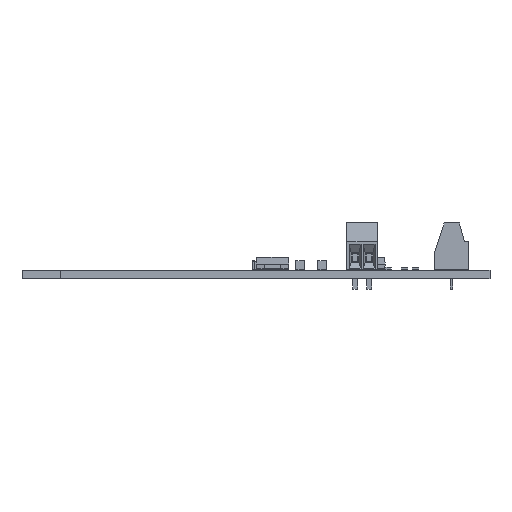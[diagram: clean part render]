
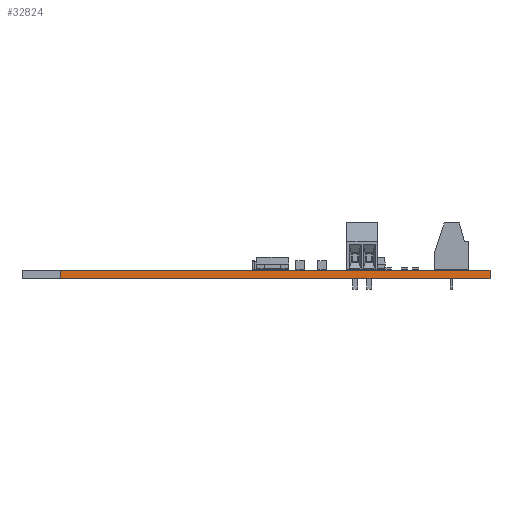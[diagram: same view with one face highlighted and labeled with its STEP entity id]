
A CAD part, front view. The second image highlights one B-rep face of the part: STEP entity #32824.
In plain terms, the highlighted planar face has unit normal (0, -1, 0).
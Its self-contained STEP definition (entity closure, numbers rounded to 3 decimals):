
#30080 = PLANE('',#30081);
#30081 = AXIS2_PLACEMENT_3D('',#30082,#30083,#30084);
#30082 = CARTESIAN_POINT('',(0.,0.,1.6));
#30083 = DIRECTION('',(0.,0.,-1.));
#30084 = DIRECTION('',(-1.,0.,0.));
#30134 = PLANE('',#30135);
#30135 = AXIS2_PLACEMENT_3D('',#30136,#30137,#30138);
#30136 = CARTESIAN_POINT('',(0.,0.,0.));
#30137 = DIRECTION('',(0.,0.,-1.));
#30138 = DIRECTION('',(-1.,0.,0.));
#30265 = PLANE('',#30266);
#30266 = AXIS2_PLACEMENT_3D('',#30267,#30268,#30269);
#30267 = CARTESIAN_POINT('',(42.5,-43.5,0.));
#30268 = DIRECTION('',(1.,0.,0.));
#30269 = DIRECTION('',(0.,-1.,0.));
#30304 = VERTEX_POINT('',#30305);
#30305 = CARTESIAN_POINT('',(42.5,-47.5,0.));
#30326 = EDGE_CURVE('',#30304,#30327,#30329,.T.);
#30327 = VERTEX_POINT('',#30328);
#30328 = CARTESIAN_POINT('',(-35.5,-47.5,0.));
#30329 = SURFACE_CURVE('',#30330,(#30334,#30341),.PCURVE_S1.);
#30330 = LINE('',#30331,#30332);
#30331 = CARTESIAN_POINT('',(42.5,-47.5,0.));
#30332 = VECTOR('',#30333,1.);
#30333 = DIRECTION('',(-1.,0.,0.));
#30334 = PCURVE('',#30134,#30335);
#30335 = DEFINITIONAL_REPRESENTATION('',(#30336),#30340);
#30336 = LINE('',#30337,#30338);
#30337 = CARTESIAN_POINT('',(-42.5,-47.5));
#30338 = VECTOR('',#30339,1.);
#30339 = DIRECTION('',(1.,0.));
#30340 = ( GEOMETRIC_REPRESENTATION_CONTEXT(2) 
PARAMETRIC_REPRESENTATION_CONTEXT() REPRESENTATION_CONTEXT('2D SPACE',''
  ) );
#30341 = PCURVE('',#30342,#30347);
#30342 = PLANE('',#30343);
#30343 = AXIS2_PLACEMENT_3D('',#30344,#30345,#30346);
#30344 = CARTESIAN_POINT('',(42.5,-47.5,0.));
#30345 = DIRECTION('',(0.,-1.,0.));
#30346 = DIRECTION('',(-1.,0.,0.));
#30347 = DEFINITIONAL_REPRESENTATION('',(#30348),#30352);
#30348 = LINE('',#30349,#30350);
#30349 = CARTESIAN_POINT('',(0.,0.));
#30350 = VECTOR('',#30351,1.);
#30351 = DIRECTION('',(1.,0.));
#30352 = ( GEOMETRIC_REPRESENTATION_CONTEXT(2) 
PARAMETRIC_REPRESENTATION_CONTEXT() REPRESENTATION_CONTEXT('2D SPACE',''
  ) );
#30370 = PLANE('',#30371);
#30371 = AXIS2_PLACEMENT_3D('',#30372,#30373,#30374);
#30372 = CARTESIAN_POINT('',(-35.5,-47.5,0.));
#30373 = DIRECTION('',(0.,-1.,0.));
#30374 = DIRECTION('',(-1.,0.,0.));
#31622 = VERTEX_POINT('',#31623);
#31623 = CARTESIAN_POINT('',(42.5,-47.5,1.6));
#31644 = EDGE_CURVE('',#31622,#31645,#31647,.T.);
#31645 = VERTEX_POINT('',#31646);
#31646 = CARTESIAN_POINT('',(-35.5,-47.5,1.6));
#31647 = SURFACE_CURVE('',#31648,(#31652,#31659),.PCURVE_S1.);
#31648 = LINE('',#31649,#31650);
#31649 = CARTESIAN_POINT('',(42.5,-47.5,1.6));
#31650 = VECTOR('',#31651,1.);
#31651 = DIRECTION('',(-1.,0.,0.));
#31652 = PCURVE('',#30080,#31653);
#31653 = DEFINITIONAL_REPRESENTATION('',(#31654),#31658);
#31654 = LINE('',#31655,#31656);
#31655 = CARTESIAN_POINT('',(-42.5,-47.5));
#31656 = VECTOR('',#31657,1.);
#31657 = DIRECTION('',(1.,0.));
#31658 = ( GEOMETRIC_REPRESENTATION_CONTEXT(2) 
PARAMETRIC_REPRESENTATION_CONTEXT() REPRESENTATION_CONTEXT('2D SPACE',''
  ) );
#31659 = PCURVE('',#30342,#31660);
#31660 = DEFINITIONAL_REPRESENTATION('',(#31661),#31665);
#31661 = LINE('',#31662,#31663);
#31662 = CARTESIAN_POINT('',(0.,-1.6));
#31663 = VECTOR('',#31664,1.);
#31664 = DIRECTION('',(1.,0.));
#31665 = ( GEOMETRIC_REPRESENTATION_CONTEXT(2) 
PARAMETRIC_REPRESENTATION_CONTEXT() REPRESENTATION_CONTEXT('2D SPACE',''
  ) );
#32776 = EDGE_CURVE('',#30304,#31622,#32777,.T.);
#32777 = SURFACE_CURVE('',#32778,(#32782,#32789),.PCURVE_S1.);
#32778 = LINE('',#32779,#32780);
#32779 = CARTESIAN_POINT('',(42.5,-47.5,0.));
#32780 = VECTOR('',#32781,1.);
#32781 = DIRECTION('',(0.,0.,1.));
#32782 = PCURVE('',#30265,#32783);
#32783 = DEFINITIONAL_REPRESENTATION('',(#32784),#32788);
#32784 = LINE('',#32785,#32786);
#32785 = CARTESIAN_POINT('',(4.,0.));
#32786 = VECTOR('',#32787,1.);
#32787 = DIRECTION('',(0.,-1.));
#32788 = ( GEOMETRIC_REPRESENTATION_CONTEXT(2) 
PARAMETRIC_REPRESENTATION_CONTEXT() REPRESENTATION_CONTEXT('2D SPACE',''
  ) );
#32789 = PCURVE('',#30342,#32790);
#32790 = DEFINITIONAL_REPRESENTATION('',(#32791),#32795);
#32791 = LINE('',#32792,#32793);
#32792 = CARTESIAN_POINT('',(0.,0.));
#32793 = VECTOR('',#32794,1.);
#32794 = DIRECTION('',(0.,-1.));
#32795 = ( GEOMETRIC_REPRESENTATION_CONTEXT(2) 
PARAMETRIC_REPRESENTATION_CONTEXT() REPRESENTATION_CONTEXT('2D SPACE',''
  ) );
#32801 = EDGE_CURVE('',#30327,#31645,#32802,.T.);
#32802 = SURFACE_CURVE('',#32803,(#32807,#32814),.PCURVE_S1.);
#32803 = LINE('',#32804,#32805);
#32804 = CARTESIAN_POINT('',(-35.5,-47.5,0.));
#32805 = VECTOR('',#32806,1.);
#32806 = DIRECTION('',(0.,0.,1.));
#32807 = PCURVE('',#30370,#32808);
#32808 = DEFINITIONAL_REPRESENTATION('',(#32809),#32813);
#32809 = LINE('',#32810,#32811);
#32810 = CARTESIAN_POINT('',(0.,0.));
#32811 = VECTOR('',#32812,1.);
#32812 = DIRECTION('',(0.,-1.));
#32813 = ( GEOMETRIC_REPRESENTATION_CONTEXT(2) 
PARAMETRIC_REPRESENTATION_CONTEXT() REPRESENTATION_CONTEXT('2D SPACE',''
  ) );
#32814 = PCURVE('',#30342,#32815);
#32815 = DEFINITIONAL_REPRESENTATION('',(#32816),#32820);
#32816 = LINE('',#32817,#32818);
#32817 = CARTESIAN_POINT('',(78.,0.));
#32818 = VECTOR('',#32819,1.);
#32819 = DIRECTION('',(0.,-1.));
#32820 = ( GEOMETRIC_REPRESENTATION_CONTEXT(2) 
PARAMETRIC_REPRESENTATION_CONTEXT() REPRESENTATION_CONTEXT('2D SPACE',''
  ) );
#32824 = ADVANCED_FACE('',(#32825),#30342,.T.);
#32825 = FACE_BOUND('',#32826,.T.);
#32826 = EDGE_LOOP('',(#32827,#32828,#32829,#32830));
#32827 = ORIENTED_EDGE('',*,*,#32776,.T.);
#32828 = ORIENTED_EDGE('',*,*,#31644,.T.);
#32829 = ORIENTED_EDGE('',*,*,#32801,.F.);
#32830 = ORIENTED_EDGE('',*,*,#30326,.F.);
